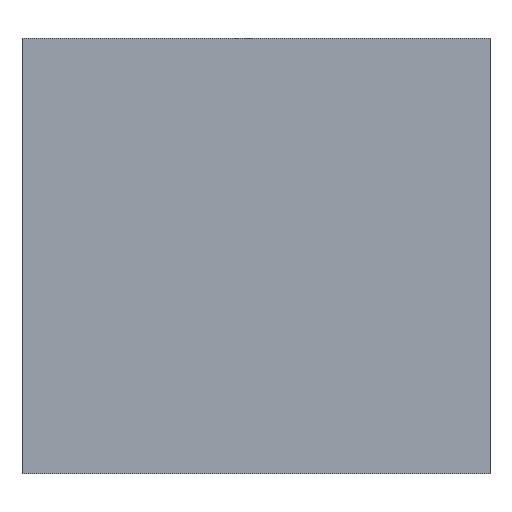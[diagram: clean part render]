
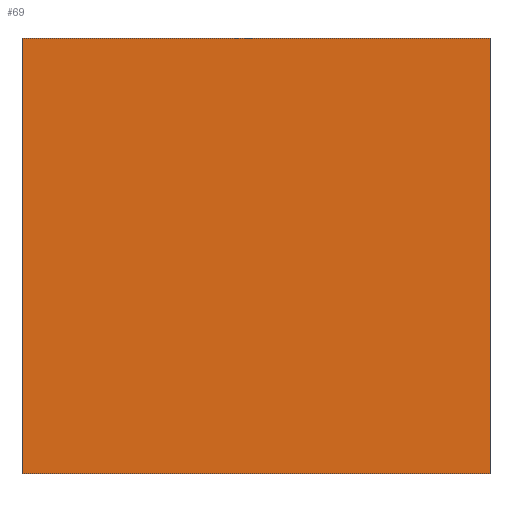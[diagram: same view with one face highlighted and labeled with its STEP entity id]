
A CAD part, left-side view. The second image highlights one B-rep face of the part: STEP entity #69.
In plain terms, the highlighted planar face has unit normal (-1, 0, 0).
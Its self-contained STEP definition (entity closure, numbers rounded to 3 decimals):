
#69=ADVANCED_FACE('',(#241),#243,.T.);
#241=FACE_BOUND('',#242,.T.);
#242=EDGE_LOOP('',(#663,#664,#665,#666));
#243=PLANE('',#244);
#244=AXIS2_PLACEMENT_3D('',#245,#246,#247);
#245=CARTESIAN_POINT('',(-28.5,28.5,-28.));
#246=DIRECTION('',(-1.,0.,0.));
#247=DIRECTION('',(0.,-1.,0.));
#663=ORIENTED_EDGE('',*,*,#928,.T.);
#664=ORIENTED_EDGE('',*,*,#944,.T.);
#665=ORIENTED_EDGE('',*,*,#945,.F.);
#666=ORIENTED_EDGE('',*,*,#876,.F.);
#876=EDGE_CURVE('',#1051,#1053,#1054,.T.);
#928=EDGE_CURVE('',#1051,#1144,#1146,.T.);
#944=EDGE_CURVE('',#1144,#1171,#1172,.T.);
#945=EDGE_CURVE('',#1053,#1171,#1173,.T.);
#1051=VERTEX_POINT('',#1349);
#1053=VERTEX_POINT('',#1353);
#1054=LINE('',#1354,#1355);
#1144=VERTEX_POINT('',#1558);
#1146=LINE('',#1562,#1563);
#1171=VERTEX_POINT('',#1619);
#1172=LINE('',#1620,#1621);
#1173=LINE('',#1623,#1624);
#1349=CARTESIAN_POINT('',(-28.5,28.5,-28.));
#1353=CARTESIAN_POINT('',(-28.5,28.5,25.));
#1354=CARTESIAN_POINT('',(-28.5,28.5,-28.));
#1355=VECTOR('',#1356,1.);
#1356=DIRECTION('',(0.,0.,1.));
#1558=CARTESIAN_POINT('',(-28.5,-28.5,-28.));
#1562=CARTESIAN_POINT('',(-28.5,28.5,-28.));
#1563=VECTOR('',#1564,1.);
#1564=DIRECTION('',(0.,-1.,0.));
#1619=CARTESIAN_POINT('',(-28.5,-28.5,25.));
#1620=CARTESIAN_POINT('',(-28.5,-28.5,-28.));
#1621=VECTOR('',#1622,1.);
#1622=DIRECTION('',(0.,0.,1.));
#1623=CARTESIAN_POINT('',(-28.5,28.5,25.));
#1624=VECTOR('',#1625,1.);
#1625=DIRECTION('',(0.,-1.,0.));
